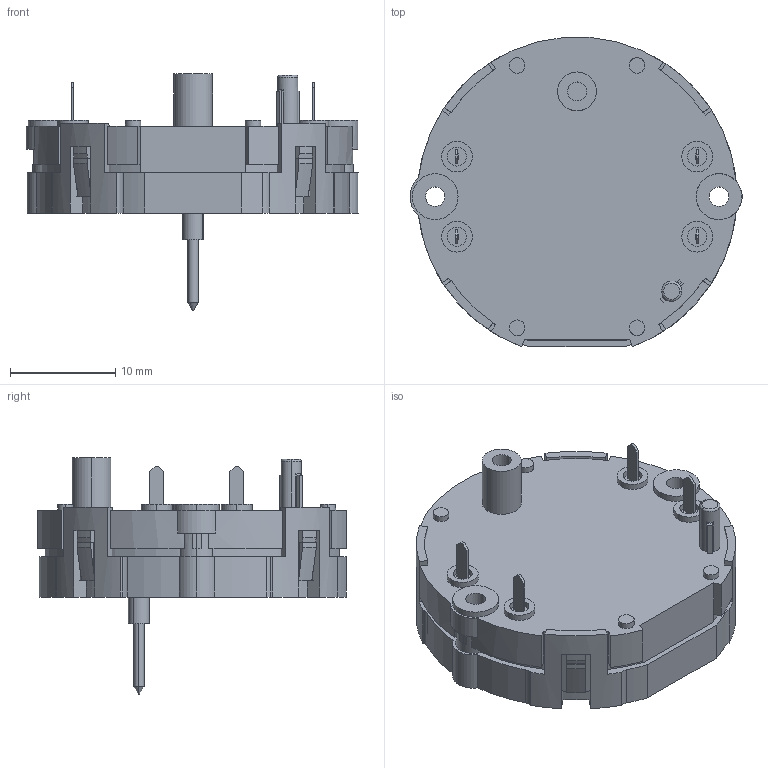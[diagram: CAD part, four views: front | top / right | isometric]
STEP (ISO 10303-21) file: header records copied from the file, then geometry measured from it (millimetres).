
FILE_DESCRIPTION (( 'STEP AP203' ), '1' );
FILE_NAME ('Stepper Motor X27.STEP', '2020-04-01T09:04:17', ( '' ), ( '' ), 'SwSTEP 2.0', 'SolidWorks 2017', '' );
FILE_SCHEMA (( 'CONFIG_CONTROL_DESIGN' ));
Length unit declared in the file: millimetre
Products named in the file (11): STEPPER_X27_Boden; Stepper Motor X27_Spulenkörper mit Anschlüssen; STEPPER_X27_Spule; STEPPER_X27_Magnetkern; Stepper Motor X27; STEPPER_X27_Achse; STEPPER_X27_Anker; STEPPER_X27_Deckel; STEPPER_X27_Zahnrad_Abtrieb; STEPPER_X27_Zahnrad_Mitte; STEPPER_X27_Rotor
Assembly tree (11 placements, depth 3):
  Stepper Motor X27
    STEPPER_X27_Boden
    STEPPER_X27_Rotor
    STEPPER_X27_Zahnrad_Abtrieb
    STEPPER_X27_Achse
    STEPPER_X27_Deckel
    Stepper Motor X27_Spulenkörper mit Anschlüssen  x2
      STEPPER_X27_Magnetkern
      STEPPER_X27_Spule
    STEPPER_X27_Anker
    STEPPER_X27_Zahnrad_Mitte
Bounding box: 31.58 x 29.41 x 22.49 mm (x, y, z)
Volume: 3882.1 mm3; surface area: 7457.5 mm2
Topology: 11 solids, 11 shells, 716 faces, 1888 edges, 1242 vertices
Faces by surface type: plane 414, cylinder 248, torus 28, cone 26
Entity records: 20873 total; most frequent: DIRECTION 3560, CARTESIAN_POINT 3502, ORIENTED_EDGE 3288, EDGE_CURVE 1644, AXIS2_PLACEMENT_3D 1304, VERTEX_POINT 1082, VECTOR 952, LINE 952
